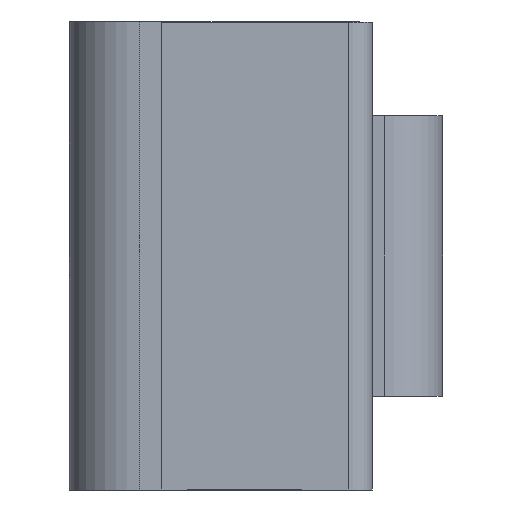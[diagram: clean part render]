
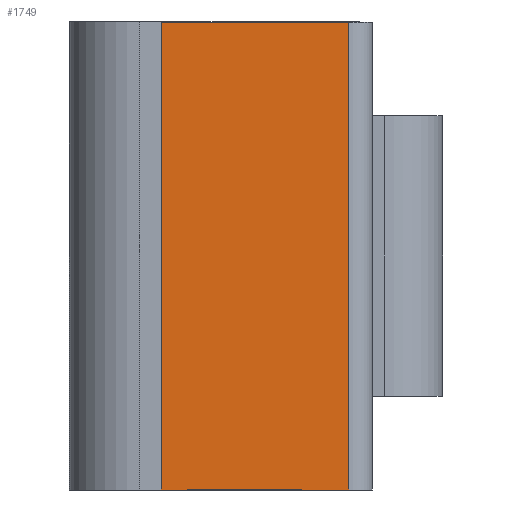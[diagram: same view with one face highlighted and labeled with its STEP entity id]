
A CAD part, left-side view. The second image highlights one B-rep face of the part: STEP entity #1749.
In plain terms, the highlighted planar face has unit normal (-1, 0, 0).
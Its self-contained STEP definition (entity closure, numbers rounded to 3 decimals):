
#20 = DIRECTION ( 'NONE',  ( 1., 0., 0. ) ) ;
#56 = EDGE_CURVE ( 'NONE', #1098, #1562, #128, .T. ) ;
#103 = DIRECTION ( 'NONE',  ( 0., 0., 1. ) ) ;
#125 = CARTESIAN_POINT ( 'NONE',  ( -7.6, 0.5, 10. ) ) ;
#128 = LINE ( 'NONE', #801, #1141 ) ;
#156 = EDGE_CURVE ( 'NONE', #1585, #1562, #1958, .T. ) ;
#307 = EDGE_LOOP ( 'NONE', ( #1754, #1827, #1792, #2052 ) ) ;
#433 = DIRECTION ( 'NONE',  ( 0., 1., 0. ) ) ;
#719 = PLANE ( 'NONE',  #2252 ) ;
#801 = CARTESIAN_POINT ( 'NONE',  ( -7.6, 11.72, 10. ) ) ;
#866 = DIRECTION ( 'NONE',  ( 0., 0., -1. ) ) ;
#994 = EDGE_CURVE ( 'NONE', #1585, #1498, #1027, .T. ) ;
#1027 = LINE ( 'NONE', #1091, #1219 ) ;
#1091 = CARTESIAN_POINT ( 'NONE',  ( -7.6, 0., -10. ) ) ;
#1098 = VERTEX_POINT ( 'NONE', #125 ) ;
#1138 = CARTESIAN_POINT ( 'NONE',  ( -7.6, 8.514, -10. ) ) ;
#1141 = VECTOR ( 'NONE', #433, 1000. ) ;
#1219 = VECTOR ( 'NONE', #1436, 1000. ) ;
#1244 = CARTESIAN_POINT ( 'NONE',  ( -7.6, 0.5, 0. ) ) ;
#1277 = CARTESIAN_POINT ( 'NONE',  ( -7.6, 8.514, 10. ) ) ;
#1387 = EDGE_CURVE ( 'NONE', #1098, #1498, #1977, .T. ) ;
#1423 = DIRECTION ( 'NONE',  ( 0., 1., 0. ) ) ;
#1436 = DIRECTION ( 'NONE',  ( 0., -1., 0. ) ) ;
#1493 = VECTOR ( 'NONE', #103, 1000. ) ;
#1498 = VERTEX_POINT ( 'NONE', #1642 ) ;
#1548 = FACE_OUTER_BOUND ( 'NONE', #307, .T. ) ;
#1562 = VERTEX_POINT ( 'NONE', #1277 ) ;
#1585 = VERTEX_POINT ( 'NONE', #2026 ) ;
#1642 = CARTESIAN_POINT ( 'NONE',  ( -7.6, 0.5, -10. ) ) ;
#1749 = ADVANCED_FACE ( 'NONE', ( #1548 ), #719, .F. ) ;
#1754 = ORIENTED_EDGE ( 'NONE', *, *, #156, .F. ) ;
#1782 = CARTESIAN_POINT ( 'NONE',  ( -7.6, 0., 0. ) ) ;
#1792 = ORIENTED_EDGE ( 'NONE', *, *, #1387, .F. ) ;
#1821 = VECTOR ( 'NONE', #866, 1000. ) ;
#1827 = ORIENTED_EDGE ( 'NONE', *, *, #994, .T. ) ;
#1958 = LINE ( 'NONE', #1138, #1493 ) ;
#1977 = LINE ( 'NONE', #1244, #1821 ) ;
#2026 = CARTESIAN_POINT ( 'NONE',  ( -7.6, 8.514, -10. ) ) ;
#2052 = ORIENTED_EDGE ( 'NONE', *, *, #56, .T. ) ;
#2252 = AXIS2_PLACEMENT_3D ( 'NONE', #1782, #20, #1423 ) ;
